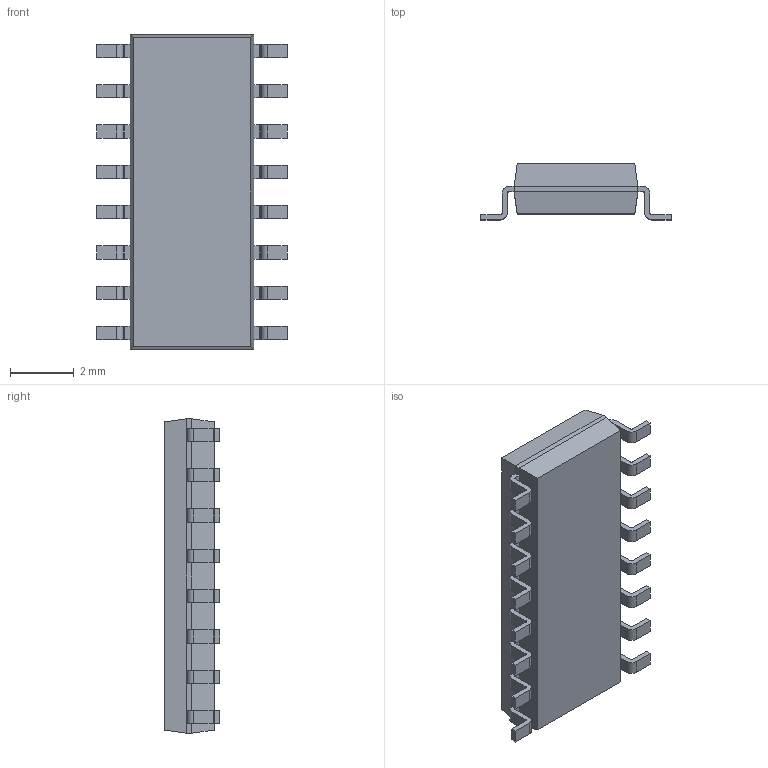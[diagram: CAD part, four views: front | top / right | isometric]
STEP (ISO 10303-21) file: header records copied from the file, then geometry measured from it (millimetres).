
FILE_DESCRIPTION (( 'STEP AP214' ), '1' );
FILE_NAME ('DS21T05Z+T&R.STEP', '2020-12-18T11:58:31', ( '' ), ( '' ), 'SwSTEP 2.0', 'SolidWorks 2018', '' );
FILE_SCHEMA (( 'AUTOMOTIVE_DESIGN' ));
Length unit declared in the file: millimetre
Products named in the file (1): DS21T05Z+T&R
Bounding box: 6 x 1.75 x 9.9 mm (x, y, z)
Volume: 60.8 mm3; surface area: 150.9 mm2
Topology: 17 solids, 17 shells, 238 faces, 604 edges, 400 vertices
Faces by surface type: plane 174, cylinder 64
Entity records: 7310 total; most frequent: CARTESIAN_POINT 1243, DIRECTION 1210, ORIENTED_EDGE 1208, EDGE_CURVE 604, VECTOR 476, LINE 476, VERTEX_POINT 400, AXIS2_PLACEMENT_3D 367
